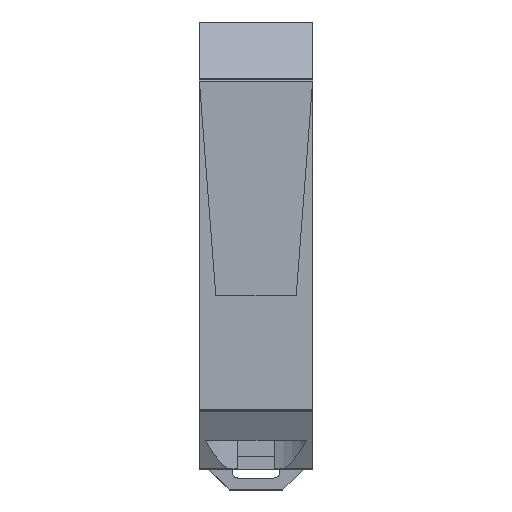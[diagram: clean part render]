
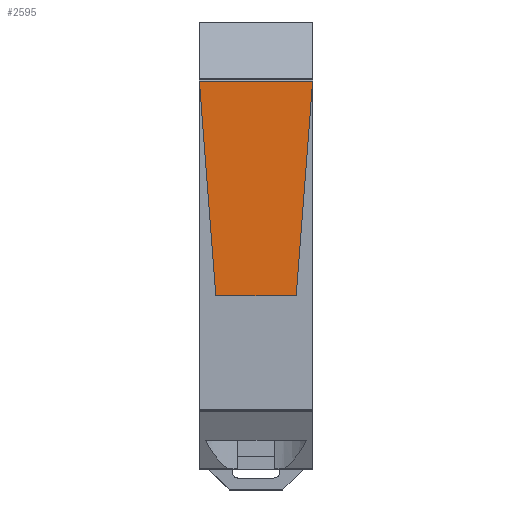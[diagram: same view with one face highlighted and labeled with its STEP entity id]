
A CAD part, top view. The second image highlights one B-rep face of the part: STEP entity #2595.
In plain terms, the highlighted planar face has unit normal (0, 0, 1).
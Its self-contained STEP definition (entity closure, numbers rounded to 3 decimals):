
#2587=AXIS2_PLACEMENT_3D('Plane Axis2P3D',#2584,#2585,#2586) ;
#2447=CARTESIAN_POINT('Vertex',(19.,68.5,45.6)) ;
#2461=CARTESIAN_POINT('Vertex',(0.,68.5,45.6)) ;
#2464=CARTESIAN_POINT('Line Origine',(9.5,68.5,45.6)) ;
#2500=CARTESIAN_POINT('Vertex',(2.75,32.5,45.6)) ;
#2503=CARTESIAN_POINT('Line Origine',(1.375,50.5,45.6)) ;
#2532=CARTESIAN_POINT('Vertex',(16.25,32.5,45.6)) ;
#2535=CARTESIAN_POINT('Line Origine',(9.5,32.5,45.6)) ;
#2558=CARTESIAN_POINT('Line Origine',(17.625,50.5,45.6)) ;
#2584=CARTESIAN_POINT('Axis2P3D Location',(0.,0.,45.6)) ;
#2465=DIRECTION('Vector Direction',(-1.,0.,0.)) ;
#2504=DIRECTION('Vector Direction',(0.076,-0.997,0.)) ;
#2536=DIRECTION('Vector Direction',(1.,0.,0.)) ;
#2559=DIRECTION('Vector Direction',(-0.076,-0.997,0.)) ;
#2585=DIRECTION('Axis2P3D Direction',(0.,0.,1.)) ;
#2586=DIRECTION('Axis2P3D XDirection',(1.,0.,0.)) ;
#2466=VECTOR('Line Direction',#2465,1.) ;
#2505=VECTOR('Line Direction',#2504,1.) ;
#2537=VECTOR('Line Direction',#2536,1.) ;
#2560=VECTOR('Line Direction',#2559,1.) ;
#2590=ORIENTED_EDGE('',*,*,#2468,.T.) ;
#2591=ORIENTED_EDGE('',*,*,#2507,.T.) ;
#2592=ORIENTED_EDGE('',*,*,#2539,.T.) ;
#2593=ORIENTED_EDGE('',*,*,#2562,.T.) ;
#2595=ADVANCED_FACE('AUFDRUCK_ORANGE',(#2594),#2588,.T.) ;
#2468=EDGE_CURVE('',#2448,#2462,#2467,.T.) ;
#2507=EDGE_CURVE('',#2462,#2501,#2506,.T.) ;
#2539=EDGE_CURVE('',#2501,#2533,#2538,.T.) ;
#2562=EDGE_CURVE('',#2533,#2448,#2561,.F.) ;
#2589=EDGE_LOOP('',(#2590,#2591,#2592,#2593)) ;
#2594=FACE_OUTER_BOUND('',#2589,.T.) ;
#2467=LINE('Line',#2464,#2466) ;
#2506=LINE('Line',#2503,#2505) ;
#2538=LINE('Line',#2535,#2537) ;
#2561=LINE('Line',#2558,#2560) ;
#2588=PLANE('',#2587) ;
#2448=VERTEX_POINT('',#2447) ;
#2462=VERTEX_POINT('',#2461) ;
#2501=VERTEX_POINT('',#2500) ;
#2533=VERTEX_POINT('',#2532) ;
